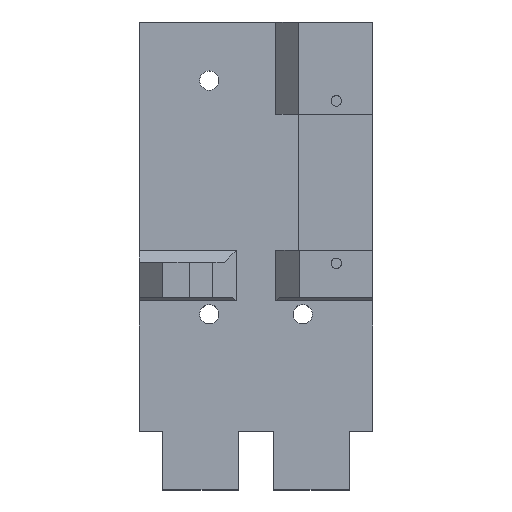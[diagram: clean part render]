
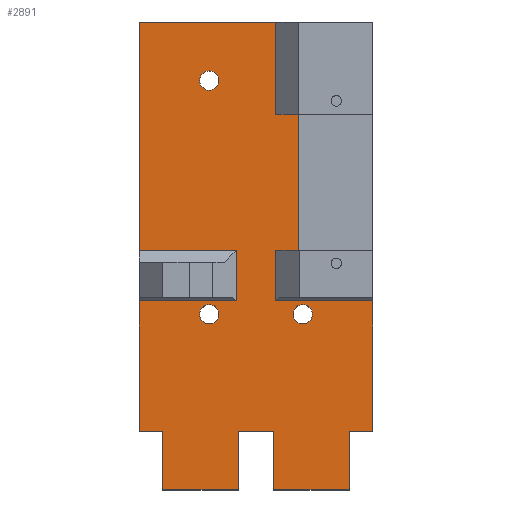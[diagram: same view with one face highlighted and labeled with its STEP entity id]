
A CAD part, top view. The second image highlights one B-rep face of the part: STEP entity #2891.
In plain terms, the highlighted planar face has unit normal (0, 0, 1).
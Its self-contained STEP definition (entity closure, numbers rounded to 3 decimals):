
#47=FACE_BOUND('',#384,.T.);
#48=FACE_BOUND('',#385,.T.);
#49=FACE_BOUND('',#386,.T.);
#92=CIRCLE('',#3093,1.65);
#93=CIRCLE('',#3094,1.65);
#94=CIRCLE('',#3095,1.65);
#215=FACE_OUTER_BOUND('',#383,.T.);
#383=EDGE_LOOP('',(#2435,#2436,#2437,#2438,#2439,#2440,#2441,#2442,#2443,
#2444,#2445,#2446,#2447,#2448,#2449,#2450,#2451,#2452,#2453,#2454,#2455,
#2456));
#384=EDGE_LOOP('',(#2457));
#385=EDGE_LOOP('',(#2458));
#386=EDGE_LOOP('',(#2459));
#450=LINE('',#3942,#812);
#707=LINE('',#4525,#1069);
#716=LINE('',#4542,#1078);
#720=LINE('',#4550,#1082);
#724=LINE('',#4557,#1086);
#729=LINE('',#4569,#1091);
#732=LINE('',#4575,#1094);
#733=LINE('',#4577,#1095);
#734=LINE('',#4579,#1096);
#735=LINE('',#4581,#1097);
#736=LINE('',#4583,#1098);
#737=LINE('',#4585,#1099);
#738=LINE('',#4587,#1100);
#739=LINE('',#4589,#1101);
#740=LINE('',#4591,#1102);
#741=LINE('',#4593,#1103);
#742=LINE('',#4595,#1104);
#743=LINE('',#4597,#1105);
#744=LINE('',#4598,#1106);
#745=LINE('',#4600,#1107);
#746=LINE('',#4602,#1108);
#747=LINE('',#4603,#1109);
#812=VECTOR('',#3167,10.);
#1069=VECTOR('',#3696,10.);
#1078=VECTOR('',#3711,10.);
#1082=VECTOR('',#3719,10.);
#1086=VECTOR('',#3725,10.);
#1091=VECTOR('',#3736,10.);
#1094=VECTOR('',#3741,10.);
#1095=VECTOR('',#3742,10.);
#1096=VECTOR('',#3743,10.);
#1097=VECTOR('',#3744,10.);
#1098=VECTOR('',#3745,10.);
#1099=VECTOR('',#3746,10.);
#1100=VECTOR('',#3747,10.);
#1101=VECTOR('',#3748,10.);
#1102=VECTOR('',#3749,10.);
#1103=VECTOR('',#3750,10.);
#1104=VECTOR('',#3751,10.);
#1105=VECTOR('',#3752,10.);
#1106=VECTOR('',#3753,10.);
#1107=VECTOR('',#3754,10.);
#1108=VECTOR('',#3755,10.);
#1109=VECTOR('',#3756,10.);
#1175=VERTEX_POINT('',#3939);
#1176=VERTEX_POINT('',#3941);
#1363=VERTEX_POINT('',#4518);
#1366=VERTEX_POINT('',#4523);
#1371=VERTEX_POINT('',#4541);
#1373=VERTEX_POINT('',#4549);
#1375=VERTEX_POINT('',#4555);
#1379=VERTEX_POINT('',#4567);
#1381=VERTEX_POINT('',#4574);
#1382=VERTEX_POINT('',#4576);
#1383=VERTEX_POINT('',#4578);
#1384=VERTEX_POINT('',#4580);
#1385=VERTEX_POINT('',#4582);
#1386=VERTEX_POINT('',#4584);
#1387=VERTEX_POINT('',#4586);
#1388=VERTEX_POINT('',#4588);
#1389=VERTEX_POINT('',#4590);
#1390=VERTEX_POINT('',#4592);
#1391=VERTEX_POINT('',#4594);
#1392=VERTEX_POINT('',#4596);
#1393=VERTEX_POINT('',#4599);
#1394=VERTEX_POINT('',#4601);
#1395=VERTEX_POINT('',#4604);
#1396=VERTEX_POINT('',#4606);
#1397=VERTEX_POINT('',#4608);
#1440=EDGE_CURVE('',#1176,#1175,#450,.T.);
#1730=EDGE_CURVE('',#1363,#1366,#707,.T.);
#1739=EDGE_CURVE('',#1371,#1363,#716,.T.);
#1743=EDGE_CURVE('',#1373,#1176,#720,.T.);
#1747=EDGE_CURVE('',#1375,#1175,#724,.T.);
#1753=EDGE_CURVE('',#1366,#1379,#729,.T.);
#1756=EDGE_CURVE('',#1379,#1381,#732,.T.);
#1757=EDGE_CURVE('',#1382,#1381,#733,.T.);
#1758=EDGE_CURVE('',#1382,#1383,#734,.T.);
#1759=EDGE_CURVE('',#1384,#1383,#735,.T.);
#1760=EDGE_CURVE('',#1384,#1385,#736,.T.);
#1761=EDGE_CURVE('',#1385,#1386,#737,.T.);
#1762=EDGE_CURVE('',#1386,#1387,#738,.T.);
#1763=EDGE_CURVE('',#1387,#1388,#739,.T.);
#1764=EDGE_CURVE('',#1388,#1389,#740,.T.);
#1765=EDGE_CURVE('',#1389,#1390,#741,.T.);
#1766=EDGE_CURVE('',#1390,#1391,#742,.T.);
#1767=EDGE_CURVE('',#1391,#1392,#743,.T.);
#1768=EDGE_CURVE('',#1392,#1373,#744,.T.);
#1769=EDGE_CURVE('',#1375,#1393,#745,.T.);
#1770=EDGE_CURVE('',#1393,#1394,#746,.T.);
#1771=EDGE_CURVE('',#1394,#1371,#747,.T.);
#1772=EDGE_CURVE('',#1395,#1395,#92,.T.);
#1773=EDGE_CURVE('',#1396,#1396,#93,.T.);
#1774=EDGE_CURVE('',#1397,#1397,#94,.T.);
#2435=ORIENTED_EDGE('',*,*,#1730,.T.);
#2436=ORIENTED_EDGE('',*,*,#1753,.T.);
#2437=ORIENTED_EDGE('',*,*,#1756,.T.);
#2438=ORIENTED_EDGE('',*,*,#1757,.F.);
#2439=ORIENTED_EDGE('',*,*,#1758,.T.);
#2440=ORIENTED_EDGE('',*,*,#1759,.F.);
#2441=ORIENTED_EDGE('',*,*,#1760,.T.);
#2442=ORIENTED_EDGE('',*,*,#1761,.T.);
#2443=ORIENTED_EDGE('',*,*,#1762,.T.);
#2444=ORIENTED_EDGE('',*,*,#1763,.T.);
#2445=ORIENTED_EDGE('',*,*,#1764,.T.);
#2446=ORIENTED_EDGE('',*,*,#1765,.T.);
#2447=ORIENTED_EDGE('',*,*,#1766,.T.);
#2448=ORIENTED_EDGE('',*,*,#1767,.T.);
#2449=ORIENTED_EDGE('',*,*,#1768,.T.);
#2450=ORIENTED_EDGE('',*,*,#1743,.T.);
#2451=ORIENTED_EDGE('',*,*,#1440,.T.);
#2452=ORIENTED_EDGE('',*,*,#1747,.F.);
#2453=ORIENTED_EDGE('',*,*,#1769,.T.);
#2454=ORIENTED_EDGE('',*,*,#1770,.T.);
#2455=ORIENTED_EDGE('',*,*,#1771,.T.);
#2456=ORIENTED_EDGE('',*,*,#1739,.T.);
#2457=ORIENTED_EDGE('',*,*,#1772,.T.);
#2458=ORIENTED_EDGE('',*,*,#1773,.T.);
#2459=ORIENTED_EDGE('',*,*,#1774,.T.);
#2747=PLANE('',#3092);
#2891=ADVANCED_FACE('',(#215,#47,#48,#49),#2747,.T.);
#3092=AXIS2_PLACEMENT_3D('',#4573,#3739,#3740);
#3093=AXIS2_PLACEMENT_3D('',#4605,#3757,#3758);
#3094=AXIS2_PLACEMENT_3D('',#4607,#3759,#3760);
#3095=AXIS2_PLACEMENT_3D('',#4609,#3761,#3762);
#3167=DIRECTION('',(0.,1.,0.));
#3696=DIRECTION('',(0.,1.,0.));
#3711=DIRECTION('',(-1.,0.,0.));
#3719=DIRECTION('',(1.,0.,0.));
#3725=DIRECTION('',(1.,0.,0.));
#3736=DIRECTION('',(-1.,0.,0.));
#3739=DIRECTION('center_axis',(0.,0.,1.));
#3740=DIRECTION('ref_axis',(1.,0.,0.));
#3741=DIRECTION('',(0.,-1.,0.));
#3742=DIRECTION('',(-1.,0.,0.));
#3743=DIRECTION('',(0.,-1.,0.));
#3744=DIRECTION('',(1.,0.,0.));
#3745=DIRECTION('',(0.,-1.,0.));
#3746=DIRECTION('',(1.,0.,0.));
#3747=DIRECTION('',(0.,-1.,0.));
#3748=DIRECTION('',(1.,0.,0.));
#3749=DIRECTION('',(0.,1.,0.));
#3750=DIRECTION('',(1.,0.,0.));
#3751=DIRECTION('',(0.,-1.,0.));
#3752=DIRECTION('',(1.,0.,0.));
#3753=DIRECTION('',(0.,1.,0.));
#3754=DIRECTION('',(0.,1.,0.));
#3755=DIRECTION('',(1.,0.,0.));
#3756=DIRECTION('',(0.,1.,0.));
#3757=DIRECTION('center_axis',(0.,0.,-1.));
#3758=DIRECTION('ref_axis',(1.,0.,0.));
#3759=DIRECTION('center_axis',(0.,0.,-1.));
#3760=DIRECTION('ref_axis',(1.,0.,0.));
#3761=DIRECTION('center_axis',(0.,0.,-1.));
#3762=DIRECTION('ref_axis',(1.,0.,0.));
#3939=CARTESIAN_POINT('',(20.,-17.7,8.));
#3941=CARTESIAN_POINT('',(20.,-40.05,8.));
#3942=CARTESIAN_POINT('',(20.,2.113,8.));
#4518=CARTESIAN_POINT('',(3.398,14.25,8.));
#4523=CARTESIAN_POINT('',(3.398,30.,8.));
#4525=CARTESIAN_POINT('',(3.398,9.988,8.));
#4541=CARTESIAN_POINT('',(7.25,14.25,8.));
#4542=CARTESIAN_POINT('',(2.662,14.25,8.));
#4549=CARTESIAN_POINT('',(16.,-40.05,8.));
#4550=CARTESIAN_POINT('',(9.,-40.05,8.));
#4555=CARTESIAN_POINT('',(3.398,-17.7,8.));
#4557=CARTESIAN_POINT('',(5.849,-17.7,8.));
#4567=CARTESIAN_POINT('',(-20.,30.,8.));
#4569=CARTESIAN_POINT('',(-20.,30.,8.));
#4573=CARTESIAN_POINT('Origin',(0.,-10.025,8.));
#4574=CARTESIAN_POINT('',(-20.,-9.1,8.));
#4575=CARTESIAN_POINT('',(-20.,-30.,8.));
#4576=CARTESIAN_POINT('',(-3.398,-9.1,8.));
#4577=CARTESIAN_POINT('',(-5.849,-9.1,8.));
#4578=CARTESIAN_POINT('',(-3.398,-17.7,8.));
#4579=CARTESIAN_POINT('',(-3.398,-12.063,8.));
#4580=CARTESIAN_POINT('',(-20.,-17.7,8.));
#4581=CARTESIAN_POINT('',(-5.849,-17.7,8.));
#4582=CARTESIAN_POINT('',(-20.,-40.05,8.));
#4583=CARTESIAN_POINT('',(-20.,-30.,8.));
#4584=CARTESIAN_POINT('',(-16.,-40.05,8.));
#4585=CARTESIAN_POINT('',(-9.,-40.05,8.));
#4586=CARTESIAN_POINT('',(-16.,-50.05,8.));
#4587=CARTESIAN_POINT('',(-16.,-30.038,8.));
#4588=CARTESIAN_POINT('',(-3.,-50.05,8.));
#4589=CARTESIAN_POINT('',(20.,-50.05,8.));
#4590=CARTESIAN_POINT('',(-3.,-40.05,8.));
#4591=CARTESIAN_POINT('',(-3.,-30.038,8.));
#4592=CARTESIAN_POINT('',(3.,-40.05,8.));
#4593=CARTESIAN_POINT('',(0.,-40.05,8.));
#4594=CARTESIAN_POINT('',(3.,-50.05,8.));
#4595=CARTESIAN_POINT('',(3.,-30.038,8.));
#4596=CARTESIAN_POINT('',(16.,-50.05,8.));
#4597=CARTESIAN_POINT('',(20.,-50.05,8.));
#4598=CARTESIAN_POINT('',(16.,-30.038,8.));
#4599=CARTESIAN_POINT('',(3.398,-9.05,8.));
#4600=CARTESIAN_POINT('',(3.398,-12.063,8.));
#4601=CARTESIAN_POINT('',(7.25,-9.05,8.));
#4602=CARTESIAN_POINT('',(5.849,-9.05,8.));
#4603=CARTESIAN_POINT('',(7.25,2.037,8.));
#4604=CARTESIAN_POINT('',(6.35,-20.,8.));
#4605=CARTESIAN_POINT('Origin',(8.,-20.,8.));
#4606=CARTESIAN_POINT('',(-9.65,-20.,8.));
#4607=CARTESIAN_POINT('Origin',(-8.,-20.,8.));
#4608=CARTESIAN_POINT('',(-9.65,20.,8.));
#4609=CARTESIAN_POINT('Origin',(-8.,20.,8.));
